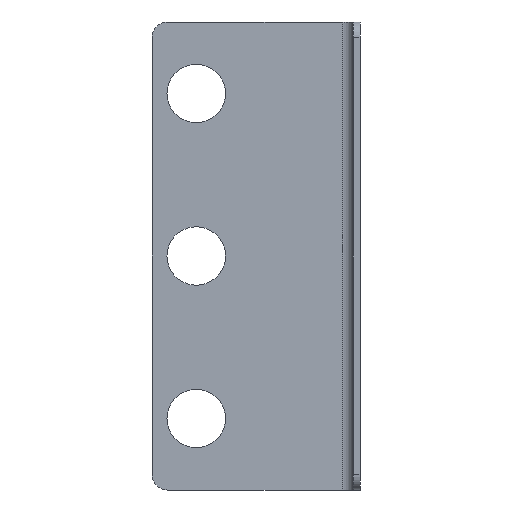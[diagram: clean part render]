
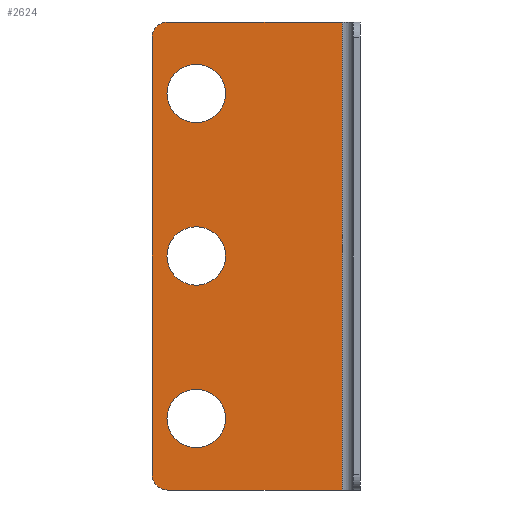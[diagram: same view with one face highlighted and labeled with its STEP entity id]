
A CAD part, front view. The second image highlights one B-rep face of the part: STEP entity #2624.
In plain terms, the highlighted planar face has unit normal (0, -1, 0).
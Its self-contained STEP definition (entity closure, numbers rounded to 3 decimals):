
#907=DIRECTION('',(0.,0.,-1.));
#908=VECTOR('',#907,180.);
#909=CARTESIAN_POINT('',(-6.8,37.4,90.));
#910=LINE('',#909,#908);
#925=CARTESIAN_POINT('',(-74.,37.4,84.));
#926=DIRECTION('',(0.,-1.,0.));
#927=DIRECTION('',(0.,0.,1.));
#928=AXIS2_PLACEMENT_3D('',#925,#926,#927);
#930=DIRECTION('',(1.,0.,0.));
#931=VECTOR('',#930,67.2);
#932=CARTESIAN_POINT('',(-74.,37.4,90.));
#933=LINE('',#932,#931);
#934=DIRECTION('',(-1.,0.,0.));
#935=VECTOR('',#934,67.2);
#936=CARTESIAN_POINT('',(-6.8,37.4,-90.));
#937=LINE('',#936,#935);
#938=CARTESIAN_POINT('',(-74.,37.4,-84.));
#939=DIRECTION('',(0.,-1.,0.));
#940=DIRECTION('',(-1.,0.,0.));
#941=AXIS2_PLACEMENT_3D('',#938,#939,#940);
#943=DIRECTION('',(0.,0.,1.));
#944=VECTOR('',#943,168.);
#945=CARTESIAN_POINT('',(-80.,37.4,-84.));
#946=LINE('',#945,#944);
#947=CARTESIAN_POINT('',(-63.,37.4,-62.5));
#948=DIRECTION('',(0.,1.,0.));
#949=DIRECTION('',(0.,0.,-1.));
#950=AXIS2_PLACEMENT_3D('',#947,#948,#949);
#952=CARTESIAN_POINT('',(-63.,37.4,-62.5));
#953=DIRECTION('',(0.,1.,0.));
#954=DIRECTION('',(0.,0.,1.));
#955=AXIS2_PLACEMENT_3D('',#952,#953,#954);
#957=CARTESIAN_POINT('',(-63.,37.4,62.5));
#958=DIRECTION('',(0.,1.,0.));
#959=DIRECTION('',(0.,0.,-1.));
#960=AXIS2_PLACEMENT_3D('',#957,#958,#959);
#962=CARTESIAN_POINT('',(-63.,37.4,62.5));
#963=DIRECTION('',(0.,1.,0.));
#964=DIRECTION('',(0.,0.,1.));
#965=AXIS2_PLACEMENT_3D('',#962,#963,#964);
#967=CARTESIAN_POINT('',(-63.,37.4,0.));
#968=DIRECTION('',(0.,1.,0.));
#969=DIRECTION('',(0.,0.,-1.));
#970=AXIS2_PLACEMENT_3D('',#967,#968,#969);
#972=CARTESIAN_POINT('',(-63.,37.4,0.));
#973=DIRECTION('',(0.,1.,0.));
#974=DIRECTION('',(0.,0.,1.));
#975=AXIS2_PLACEMENT_3D('',#972,#973,#974);
#1021=CARTESIAN_POINT('',(-6.8,37.4,90.));
#1022=CARTESIAN_POINT('',(-6.8,37.4,-90.));
#1023=VERTEX_POINT('',#1021);
#1024=VERTEX_POINT('',#1022);
#1281=CARTESIAN_POINT('',(-74.,37.4,90.));
#1282=VERTEX_POINT('',#1281);
#1283=CARTESIAN_POINT('',(-80.,37.4,84.));
#1284=VERTEX_POINT('',#1283);
#1287=CARTESIAN_POINT('',(-80.,37.4,-84.));
#1288=VERTEX_POINT('',#1287);
#1293=CARTESIAN_POINT('',(-63.,37.4,-11.25));
#1294=CARTESIAN_POINT('',(-63.,37.4,11.25));
#1295=VERTEX_POINT('',#1293);
#1296=VERTEX_POINT('',#1294);
#1299=CARTESIAN_POINT('',(-74.,37.4,-90.));
#1300=VERTEX_POINT('',#1299);
#1309=CARTESIAN_POINT('',(-63.,37.4,51.25));
#1310=CARTESIAN_POINT('',(-63.,37.4,73.75));
#1311=VERTEX_POINT('',#1309);
#1312=VERTEX_POINT('',#1310);
#1313=CARTESIAN_POINT('',(-63.,37.4,-73.75));
#1314=CARTESIAN_POINT('',(-63.,37.4,-51.25));
#1315=VERTEX_POINT('',#1313);
#1316=VERTEX_POINT('',#1314);
#2590=CARTESIAN_POINT('',(0.,37.4,-90.));
#2591=DIRECTION('',(0.,1.,0.));
#2592=DIRECTION('',(0.,0.,-1.));
#2593=AXIS2_PLACEMENT_3D('',#2590,#2591,#2592);
#2594=PLANE('',#2593);
#2595=ORIENTED_EDGE('',*,*,#2530,.F.);
#2596=ORIENTED_EDGE('',*,*,#2546,.T.);
#2597=ORIENTED_EDGE('',*,*,#2582,.T.);
#2599=ORIENTED_EDGE('',*,*,#2598,.T.);
#2601=ORIENTED_EDGE('',*,*,#2600,.F.);
#2603=ORIENTED_EDGE('',*,*,#2602,.T.);
#2604=EDGE_LOOP('',(#2595,#2596,#2597,#2599,#2601,#2603));
#2605=FACE_OUTER_BOUND('',#2604,.F.);
#2607=ORIENTED_EDGE('',*,*,#2606,.F.);
#2609=ORIENTED_EDGE('',*,*,#2608,.F.);
#2610=EDGE_LOOP('',(#2607,#2609));
#2611=FACE_BOUND('',#2610,.F.);
#2613=ORIENTED_EDGE('',*,*,#2612,.F.);
#2615=ORIENTED_EDGE('',*,*,#2614,.F.);
#2616=EDGE_LOOP('',(#2613,#2615));
#2617=FACE_BOUND('',#2616,.F.);
#2619=ORIENTED_EDGE('',*,*,#2618,.F.);
#2621=ORIENTED_EDGE('',*,*,#2620,.F.);
#2622=EDGE_LOOP('',(#2619,#2621));
#2623=FACE_BOUND('',#2622,.F.);
#2624=ADVANCED_FACE('',(#2605,#2611,#2617,#2623),#2594,.F.);
#929=CIRCLE('',#928,6.);
#942=CIRCLE('',#941,6.);
#951=CIRCLE('',#950,11.25);
#956=CIRCLE('',#955,11.25);
#961=CIRCLE('',#960,11.25);
#966=CIRCLE('',#965,11.25);
#971=CIRCLE('',#970,11.25);
#976=CIRCLE('',#975,11.25);
#2530=EDGE_CURVE('',#1282,#1284,#929,.T.);
#2546=EDGE_CURVE('',#1282,#1023,#933,.T.);
#2582=EDGE_CURVE('',#1023,#1024,#910,.T.);
#2598=EDGE_CURVE('',#1024,#1300,#937,.T.);
#2600=EDGE_CURVE('',#1288,#1300,#942,.T.);
#2602=EDGE_CURVE('',#1288,#1284,#946,.T.);
#2606=EDGE_CURVE('',#1315,#1316,#951,.T.);
#2608=EDGE_CURVE('',#1316,#1315,#956,.T.);
#2612=EDGE_CURVE('',#1311,#1312,#961,.T.);
#2614=EDGE_CURVE('',#1312,#1311,#966,.T.);
#2618=EDGE_CURVE('',#1295,#1296,#971,.T.);
#2620=EDGE_CURVE('',#1296,#1295,#976,.T.);
